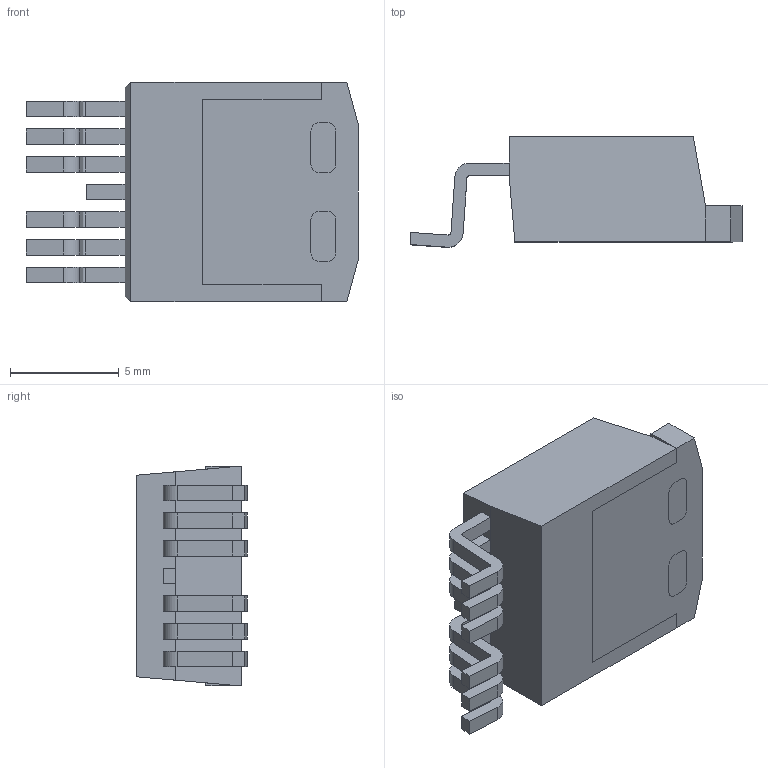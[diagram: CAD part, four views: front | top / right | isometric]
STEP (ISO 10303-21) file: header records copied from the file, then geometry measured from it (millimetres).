
FILE_DESCRIPTION (( 'STEP AP214' ), '1' );
FILE_NAME ('IRL40SC228.STEP', '2023-03-28T05:07:34', ( '' ), ( '' ), 'SwSTEP 2.0', 'SolidWorks 2021', '' );
FILE_SCHEMA (( 'AUTOMOTIVE_DESIGN' ));
Length unit declared in the file: inch
Products named in the file (1): IRL40SC228
Bounding box: 15.24 x 5.08 x 10.1 mm (x, y, z)
Volume: 452.5 mm3; surface area: 703.2 mm2
Topology: 9 solids, 9 shells, 157 faces, 405 edges, 268 vertices
Faces by surface type: plane 113, cylinder 44
Entity records: 4895 total; most frequent: CARTESIAN_POINT 831, ORIENTED_EDGE 810, DIRECTION 809, EDGE_CURVE 405, LINE 317, VECTOR 317, VERTEX_POINT 268, AXIS2_PLACEMENT_3D 246
